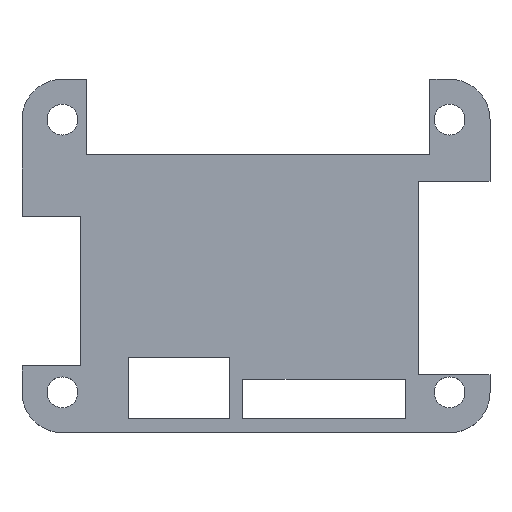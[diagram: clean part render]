
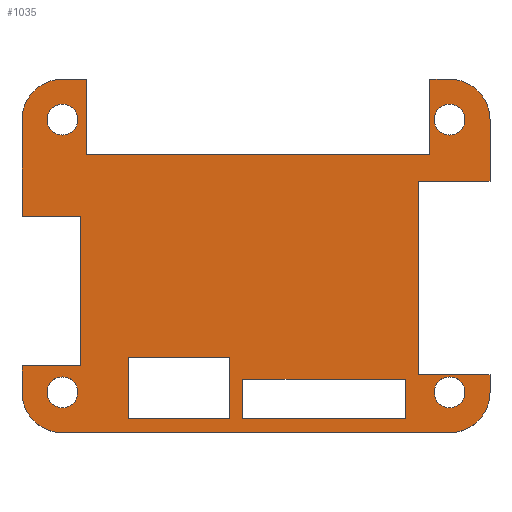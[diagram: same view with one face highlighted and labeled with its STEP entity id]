
A CAD part, top view. The second image highlights one B-rep face of the part: STEP entity #1035.
In plain terms, the highlighted planar face has unit normal (0, 0, 1).
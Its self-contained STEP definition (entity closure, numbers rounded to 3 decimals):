
#35=CIRCLE('',#1111,4.6);
#36=CIRCLE('',#1113,4.6);
#37=CIRCLE('',#1114,4.6);
#38=CIRCLE('',#1115,4.6);
#39=CIRCLE('',#1116,1.75);
#40=CIRCLE('',#1117,1.75);
#41=CIRCLE('',#1118,1.75);
#42=CIRCLE('',#1119,1.75);
#48=FACE_BOUND('',#151,.T.);
#49=FACE_BOUND('',#152,.T.);
#50=FACE_BOUND('',#153,.T.);
#51=FACE_BOUND('',#154,.T.);
#52=FACE_BOUND('',#155,.T.);
#53=FACE_BOUND('',#156,.T.);
#95=FACE_OUTER_BOUND('',#150,.T.);
#150=EDGE_LOOP('',(#884,#885,#886,#887,#888,#889,#890,#891,#892,#893,#894,
#895,#896,#897,#898,#899,#900,#901,#902,#903));
#151=EDGE_LOOP('',(#904,#905,#906,#907));
#152=EDGE_LOOP('',(#908,#909,#910,#911));
#153=EDGE_LOOP('',(#912));
#154=EDGE_LOOP('',(#913));
#155=EDGE_LOOP('',(#914));
#156=EDGE_LOOP('',(#915));
#200=LINE('',#1472,#326);
#203=LINE('',#1476,#329);
#225=LINE('',#1521,#351);
#228=LINE('',#1527,#354);
#231=LINE('',#1532,#357);
#233=LINE('',#1536,#359);
#234=LINE('',#1538,#360);
#237=LINE('',#1544,#363);
#241=LINE('',#1550,#367);
#243=LINE('',#1554,#369);
#244=LINE('',#1556,#370);
#246=LINE('',#1562,#372);
#252=LINE('',#1574,#378);
#254=LINE('',#1580,#380);
#260=LINE('',#1592,#386);
#262=LINE('',#1598,#388);
#268=LINE('',#1610,#394);
#270=LINE('',#1613,#396);
#272=LINE('',#1616,#398);
#274=LINE('',#1619,#400);
#276=LINE('',#1623,#402);
#279=LINE('',#1627,#405);
#281=LINE('',#1630,#407);
#284=LINE('',#1666,#410);
#326=VECTOR('',#1181,10.);
#329=VECTOR('',#1184,10.);
#351=VECTOR('',#1222,10.);
#354=VECTOR('',#1227,10.);
#357=VECTOR('',#1232,10.);
#359=VECTOR('',#1236,10.);
#360=VECTOR('',#1239,10.);
#363=VECTOR('',#1244,10.);
#367=VECTOR('',#1250,10.);
#369=VECTOR('',#1254,10.);
#370=VECTOR('',#1257,10.);
#372=VECTOR('',#1261,10.);
#378=VECTOR('',#1269,10.);
#380=VECTOR('',#1273,10.);
#386=VECTOR('',#1281,10.);
#388=VECTOR('',#1285,10.);
#394=VECTOR('',#1293,10.);
#396=VECTOR('',#1297,10.);
#398=VECTOR('',#1301,10.);
#400=VECTOR('',#1305,10.);
#402=VECTOR('',#1309,10.);
#405=VECTOR('',#1314,10.);
#407=VECTOR('',#1318,10.);
#410=VECTOR('',#1363,10.);
#442=VERTEX_POINT('',#1460);
#447=VERTEX_POINT('',#1469);
#448=VERTEX_POINT('',#1471);
#449=VERTEX_POINT('',#1474);
#463=VERTEX_POINT('',#1518);
#464=VERTEX_POINT('',#1520);
#465=VERTEX_POINT('',#1524);
#466=VERTEX_POINT('',#1526);
#467=VERTEX_POINT('',#1530);
#468=VERTEX_POINT('',#1534);
#469=VERTEX_POINT('',#1541);
#470=VERTEX_POINT('',#1543);
#471=VERTEX_POINT('',#1548);
#472=VERTEX_POINT('',#1552);
#474=VERTEX_POINT('',#1559);
#475=VERTEX_POINT('',#1561);
#477=VERTEX_POINT('',#1567);
#480=VERTEX_POINT('',#1572);
#482=VERTEX_POINT('',#1577);
#483=VERTEX_POINT('',#1579);
#485=VERTEX_POINT('',#1585);
#488=VERTEX_POINT('',#1590);
#490=VERTEX_POINT('',#1595);
#491=VERTEX_POINT('',#1597);
#493=VERTEX_POINT('',#1603);
#496=VERTEX_POINT('',#1608);
#508=VERTEX_POINT('',#1663);
#509=VERTEX_POINT('',#1665);
#510=VERTEX_POINT('',#1668);
#511=VERTEX_POINT('',#1670);
#512=VERTEX_POINT('',#1672);
#513=VERTEX_POINT('',#1674);
#549=EDGE_CURVE('',#448,#447,#200,.T.);
#552=EDGE_CURVE('',#442,#449,#203,.T.);
#574=EDGE_CURVE('',#464,#463,#225,.T.);
#577=EDGE_CURVE('',#466,#465,#228,.T.);
#580=EDGE_CURVE('',#449,#467,#231,.T.);
#582=EDGE_CURVE('',#467,#468,#233,.T.);
#583=EDGE_CURVE('',#468,#442,#234,.T.);
#586=EDGE_CURVE('',#470,#469,#237,.T.);
#590=EDGE_CURVE('',#447,#471,#241,.T.);
#592=EDGE_CURVE('',#471,#472,#243,.T.);
#593=EDGE_CURVE('',#472,#448,#244,.T.);
#595=EDGE_CURVE('',#475,#474,#246,.T.);
#601=EDGE_CURVE('',#477,#480,#252,.T.);
#603=EDGE_CURVE('',#483,#482,#254,.T.);
#609=EDGE_CURVE('',#485,#488,#260,.T.);
#611=EDGE_CURVE('',#491,#490,#262,.T.);
#617=EDGE_CURVE('',#493,#496,#268,.T.);
#619=EDGE_CURVE('',#465,#485,#270,.T.);
#621=EDGE_CURVE('',#482,#466,#272,.T.);
#623=EDGE_CURVE('',#474,#464,#274,.T.);
#625=EDGE_CURVE('',#463,#477,#276,.T.);
#628=EDGE_CURVE('',#469,#493,#279,.T.);
#630=EDGE_CURVE('',#490,#470,#281,.T.);
#645=EDGE_CURVE('',#483,#480,#35,.T.);
#646=EDGE_CURVE('',#491,#488,#36,.T.);
#647=EDGE_CURVE('',#508,#496,#37,.T.);
#648=EDGE_CURVE('',#508,#509,#284,.T.);
#649=EDGE_CURVE('',#475,#509,#38,.T.);
#650=EDGE_CURVE('',#510,#510,#39,.T.);
#651=EDGE_CURVE('',#511,#511,#40,.T.);
#652=EDGE_CURVE('',#512,#512,#41,.T.);
#653=EDGE_CURVE('',#513,#513,#42,.T.);
#884=ORIENTED_EDGE('',*,*,#625,.T.);
#885=ORIENTED_EDGE('',*,*,#601,.T.);
#886=ORIENTED_EDGE('',*,*,#645,.F.);
#887=ORIENTED_EDGE('',*,*,#603,.T.);
#888=ORIENTED_EDGE('',*,*,#621,.T.);
#889=ORIENTED_EDGE('',*,*,#577,.T.);
#890=ORIENTED_EDGE('',*,*,#619,.T.);
#891=ORIENTED_EDGE('',*,*,#609,.T.);
#892=ORIENTED_EDGE('',*,*,#646,.F.);
#893=ORIENTED_EDGE('',*,*,#611,.T.);
#894=ORIENTED_EDGE('',*,*,#630,.T.);
#895=ORIENTED_EDGE('',*,*,#586,.T.);
#896=ORIENTED_EDGE('',*,*,#628,.T.);
#897=ORIENTED_EDGE('',*,*,#617,.T.);
#898=ORIENTED_EDGE('',*,*,#647,.F.);
#899=ORIENTED_EDGE('',*,*,#648,.T.);
#900=ORIENTED_EDGE('',*,*,#649,.F.);
#901=ORIENTED_EDGE('',*,*,#595,.T.);
#902=ORIENTED_EDGE('',*,*,#623,.T.);
#903=ORIENTED_EDGE('',*,*,#574,.T.);
#904=ORIENTED_EDGE('',*,*,#552,.T.);
#905=ORIENTED_EDGE('',*,*,#580,.T.);
#906=ORIENTED_EDGE('',*,*,#582,.T.);
#907=ORIENTED_EDGE('',*,*,#583,.T.);
#908=ORIENTED_EDGE('',*,*,#549,.T.);
#909=ORIENTED_EDGE('',*,*,#590,.T.);
#910=ORIENTED_EDGE('',*,*,#592,.T.);
#911=ORIENTED_EDGE('',*,*,#593,.T.);
#912=ORIENTED_EDGE('',*,*,#650,.T.);
#913=ORIENTED_EDGE('',*,*,#651,.T.);
#914=ORIENTED_EDGE('',*,*,#652,.T.);
#915=ORIENTED_EDGE('',*,*,#653,.T.);
#992=PLANE('',#1112);
#1035=ADVANCED_FACE('',(#95,#48,#49,#50,#51,#52,#53),#992,.T.);
#1111=AXIS2_PLACEMENT_3D('',#1660,#1355,#1356);
#1112=AXIS2_PLACEMENT_3D('',#1661,#1357,#1358);
#1113=AXIS2_PLACEMENT_3D('',#1662,#1359,#1360);
#1114=AXIS2_PLACEMENT_3D('',#1664,#1361,#1362);
#1115=AXIS2_PLACEMENT_3D('',#1667,#1364,#1365);
#1116=AXIS2_PLACEMENT_3D('',#1669,#1366,#1367);
#1117=AXIS2_PLACEMENT_3D('',#1671,#1368,#1369);
#1118=AXIS2_PLACEMENT_3D('',#1673,#1370,#1371);
#1119=AXIS2_PLACEMENT_3D('',#1675,#1372,#1373);
#1181=DIRECTION('',(-1.,0.,0.));
#1184=DIRECTION('',(-1.,0.,0.));
#1222=DIRECTION('',(0.,1.,0.));
#1227=DIRECTION('',(-1.,0.,0.));
#1232=DIRECTION('',(0.,1.,0.));
#1236=DIRECTION('',(1.,0.,0.));
#1239=DIRECTION('',(0.,-1.,0.));
#1244=DIRECTION('',(0.,-1.,0.));
#1250=DIRECTION('',(0.,1.,0.));
#1254=DIRECTION('',(1.,0.,0.));
#1257=DIRECTION('',(0.,-1.,0.));
#1261=DIRECTION('',(0.,1.,0.));
#1269=DIRECTION('',(0.,1.,0.));
#1273=DIRECTION('',(-1.,0.,0.));
#1281=DIRECTION('',(-1.,0.,0.));
#1285=DIRECTION('',(0.,-1.,0.));
#1293=DIRECTION('',(0.,-1.,0.));
#1297=DIRECTION('',(0.,1.,0.));
#1301=DIRECTION('',(0.,-1.,0.));
#1305=DIRECTION('',(-1.,0.,0.));
#1309=DIRECTION('',(1.,0.,0.));
#1314=DIRECTION('',(-1.,0.,0.));
#1318=DIRECTION('',(1.,0.,0.));
#1355=DIRECTION('center_axis',(0.,0.,-1.));
#1356=DIRECTION('ref_axis',(0.707,0.707,0.));
#1357=DIRECTION('center_axis',(0.,0.,1.));
#1358=DIRECTION('ref_axis',(1.,0.,0.));
#1359=DIRECTION('center_axis',(0.,0.,-1.));
#1360=DIRECTION('ref_axis',(-0.707,0.707,0.));
#1361=DIRECTION('center_axis',(0.,0.,-1.));
#1362=DIRECTION('ref_axis',(-0.707,-0.707,0.));
#1363=DIRECTION('',(1.,0.,0.));
#1364=DIRECTION('center_axis',(0.,0.,-1.));
#1365=DIRECTION('ref_axis',(0.707,-0.707,0.));
#1366=DIRECTION('center_axis',(0.,0.,-1.));
#1367=DIRECTION('ref_axis',(1.,0.,0.));
#1368=DIRECTION('center_axis',(0.,0.,-1.));
#1369=DIRECTION('ref_axis',(1.,0.,0.));
#1370=DIRECTION('center_axis',(0.,0.,-1.));
#1371=DIRECTION('ref_axis',(1.,0.,0.));
#1372=DIRECTION('center_axis',(0.,0.,-1.));
#1373=DIRECTION('ref_axis',(1.,0.,0.));
#1460=CARTESIAN_POINT('',(43.6,1.6,4.));
#1469=CARTESIAN_POINT('',(12.1,1.6,4.));
#1471=CARTESIAN_POINT('',(23.6,1.6,4.));
#1472=CARTESIAN_POINT('',(19.35,1.6,4.));
#1474=CARTESIAN_POINT('',(25.1,1.6,4.));
#1476=CARTESIAN_POINT('',(25.85,1.6,4.));
#1518=CARTESIAN_POINT('',(45.1,28.6,4.));
#1520=CARTESIAN_POINT('',(45.1,6.6,4.));
#1521=CARTESIAN_POINT('',(45.1,24.35,4.));
#1524=CARTESIAN_POINT('',(7.35,31.6,4.));
#1526=CARTESIAN_POINT('',(46.35,31.6,4.));
#1527=CARTESIAN_POINT('',(16.975,31.6,4.));
#1530=CARTESIAN_POINT('',(25.1,6.1,4.));
#1532=CARTESIAN_POINT('',(25.1,13.1,4.));
#1534=CARTESIAN_POINT('',(43.6,6.1,4.));
#1536=CARTESIAN_POINT('',(35.1,6.1,4.));
#1538=CARTESIAN_POINT('',(43.6,10.85,4.));
#1541=CARTESIAN_POINT('',(6.6,7.6,4.));
#1543=CARTESIAN_POINT('',(6.6,24.6,4.));
#1544=CARTESIAN_POINT('',(6.6,13.85,4.));
#1548=CARTESIAN_POINT('',(12.1,8.6,4.));
#1550=CARTESIAN_POINT('',(12.1,14.35,4.));
#1552=CARTESIAN_POINT('',(23.6,8.6,4.));
#1554=CARTESIAN_POINT('',(25.1,8.6,4.));
#1556=CARTESIAN_POINT('',(23.6,10.85,4.));
#1559=CARTESIAN_POINT('',(53.2,6.6,4.));
#1561=CARTESIAN_POINT('',(53.2,4.6,4.));
#1562=CARTESIAN_POINT('',(53.2,0.,4.));
#1567=CARTESIAN_POINT('',(53.2,28.6,4.));
#1572=CARTESIAN_POINT('',(53.2,35.6,4.));
#1574=CARTESIAN_POINT('',(53.2,0.,4.));
#1577=CARTESIAN_POINT('',(46.35,40.2,4.));
#1579=CARTESIAN_POINT('',(48.6,40.2,4.));
#1580=CARTESIAN_POINT('',(53.2,40.2,4.));
#1585=CARTESIAN_POINT('',(7.35,40.2,4.));
#1590=CARTESIAN_POINT('',(4.6,40.2,4.));
#1592=CARTESIAN_POINT('',(53.2,40.2,4.));
#1595=CARTESIAN_POINT('',(0.,24.6,4.));
#1597=CARTESIAN_POINT('',(0.,35.6,4.));
#1598=CARTESIAN_POINT('',(0.,40.2,4.));
#1603=CARTESIAN_POINT('',(0.,7.6,4.));
#1608=CARTESIAN_POINT('',(0.,4.6,4.));
#1610=CARTESIAN_POINT('',(0.,40.2,4.));
#1613=CARTESIAN_POINT('',(7.35,30.15,4.));
#1616=CARTESIAN_POINT('',(46.35,25.85,4.));
#1619=CARTESIAN_POINT('',(35.85,6.6,4.));
#1623=CARTESIAN_POINT('',(39.9,28.6,4.));
#1627=CARTESIAN_POINT('',(13.3,7.6,4.));
#1630=CARTESIAN_POINT('',(16.6,24.6,4.));
#1660=CARTESIAN_POINT('Origin',(48.6,35.6,4.));
#1661=CARTESIAN_POINT('Origin',(26.6,20.1,4.));
#1662=CARTESIAN_POINT('Origin',(4.6,35.6,4.));
#1663=CARTESIAN_POINT('',(4.6,0.,4.));
#1664=CARTESIAN_POINT('Origin',(4.6,4.6,4.));
#1665=CARTESIAN_POINT('',(48.6,0.,4.));
#1666=CARTESIAN_POINT('',(0.,0.,4.));
#1667=CARTESIAN_POINT('Origin',(48.6,4.6,4.));
#1668=CARTESIAN_POINT('',(46.85,4.6,4.));
#1669=CARTESIAN_POINT('Origin',(48.6,4.6,4.));
#1670=CARTESIAN_POINT('',(46.85,35.6,4.));
#1671=CARTESIAN_POINT('Origin',(48.6,35.6,4.));
#1672=CARTESIAN_POINT('',(2.85,4.6,4.));
#1673=CARTESIAN_POINT('Origin',(4.6,4.6,4.));
#1674=CARTESIAN_POINT('',(2.85,35.6,4.));
#1675=CARTESIAN_POINT('Origin',(4.6,35.6,4.));
